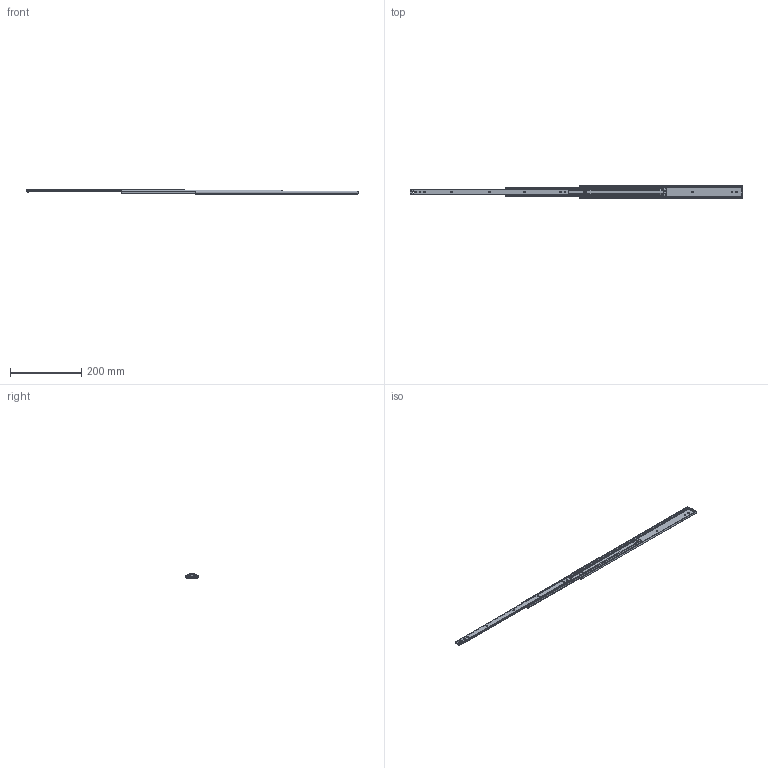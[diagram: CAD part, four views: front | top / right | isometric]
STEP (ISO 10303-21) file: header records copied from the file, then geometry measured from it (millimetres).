
FILE_DESCRIPTION (( 'STEP AP203' ), '1' );
FILE_NAME ('C352-18.STEP', '2021-03-22T05:31:40', ( '' ), ( '' ), 'SwSTEP 2.0', 'SolidWorks 2019', '' );
FILE_SCHEMA (( 'CONFIG_CONTROL_DESIGN' ));
Length unit declared in the file: millimetre
Products named in the file (6): C352-18; C352-18 CM; C352-18 IM; C352-18 OM; PN2-1; PN198B
Assembly tree (5 placements, depth 2):
  C352-18
    C352-18 OM
    C352-18 CM
    PN198B
    PN2-1
    C352-18 IM
Bounding box: 932.9 x 35.3 x 13 mm (x, y, z)
Volume: 80292.8 mm3; surface area: 104330.7 mm2
Topology: 5 solids, 5 shells, 398 faces, 1192 edges, 782 vertices
Faces by surface type: plane 217, cylinder 173, sphere 8
Entity records: 14430 total; most frequent: CARTESIAN_POINT 2874, ORIENTED_EDGE 2368, DIRECTION 2260, EDGE_CURVE 1184, VERTEX_POINT 778, VECTOR 764, LINE 764, AXIS2_PLACEMENT_3D 748
